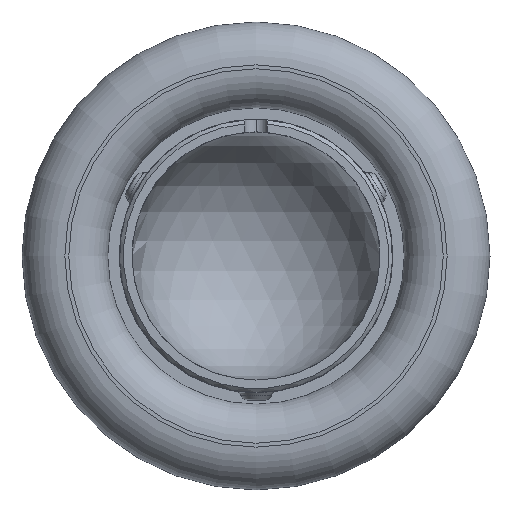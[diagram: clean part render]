
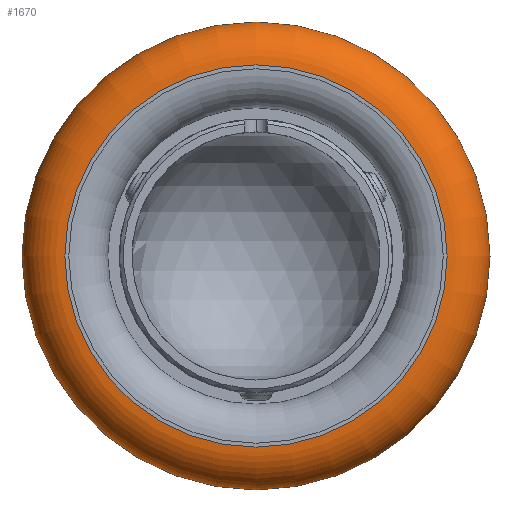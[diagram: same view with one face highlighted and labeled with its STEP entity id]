
A CAD part, front view. The second image highlights one B-rep face of the part: STEP entity #1670.
In plain terms, the highlighted toroidal (fillet/blend) face has major radius 24.5 mm and minor radius 5.5 mm.
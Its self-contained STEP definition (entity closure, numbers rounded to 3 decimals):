
#889 = ORIENTED_EDGE ( 'NONE', *, *, #11698, .F. ) ;
#1670 = ADVANCED_FACE ( 'NONE', ( #1941, #2463 ), #10961, .T. ) ;
#1941 = FACE_OUTER_BOUND ( 'NONE', #3116, .T. ) ;
#2463 = FACE_OUTER_BOUND ( 'NONE', #11394, .T. ) ;
#2880 = DIRECTION ( 'NONE',  ( 0., 0., -1. ) ) ;
#3116 = EDGE_LOOP ( 'NONE', ( #4765 ) ) ;
#3558 = DIRECTION ( 'NONE',  ( 0., 0., -1. ) ) ;
#4765 = ORIENTED_EDGE ( 'NONE', *, *, #8646, .T. ) ;
#6229 = CIRCLE ( 'NONE', #13765, 24.5 ) ;
#7311 = CARTESIAN_POINT ( 'NONE',  ( 0., 43., -24.5 ) ) ;
#7511 = AXIS2_PLACEMENT_3D ( 'NONE', #10467, #11672, #3558 ) ;
#8001 = DIRECTION ( 'NONE',  ( 0., -1., 0. ) ) ;
#8099 = AXIS2_PLACEMENT_3D ( 'NONE', #8133, #8001, #9252 ) ;
#8133 = CARTESIAN_POINT ( 'NONE',  ( 0., 37.5, 0. ) ) ;
#8646 = EDGE_CURVE ( 'NONE', #11446, #11446, #13985, .T. ) ;
#9252 = DIRECTION ( 'NONE',  ( 0., 0., -1. ) ) ;
#9791 = DIRECTION ( 'NONE',  ( 0., -1., 0. ) ) ;
#10007 = VERTEX_POINT ( 'NONE', #13063 ) ;
#10467 = CARTESIAN_POINT ( 'NONE',  ( 0., 43., 0. ) ) ;
#10961 = TOROIDAL_SURFACE ( 'NONE', #8099, 24.5, 5.5 ) ;
#11394 = EDGE_LOOP ( 'NONE', ( #889 ) ) ;
#11446 = VERTEX_POINT ( 'NONE', #7311 ) ;
#11672 = DIRECTION ( 'NONE',  ( 0., -1., 0. ) ) ;
#11698 = EDGE_CURVE ( 'NONE', #10007, #10007, #6229, .T. ) ;
#12088 = CARTESIAN_POINT ( 'NONE',  ( 0., 32., 0. ) ) ;
#13063 = CARTESIAN_POINT ( 'NONE',  ( 0., 32., -24.5 ) ) ;
#13765 = AXIS2_PLACEMENT_3D ( 'NONE', #12088, #9791, #2880 ) ;
#13985 = CIRCLE ( 'NONE', #7511, 24.5 ) ;
